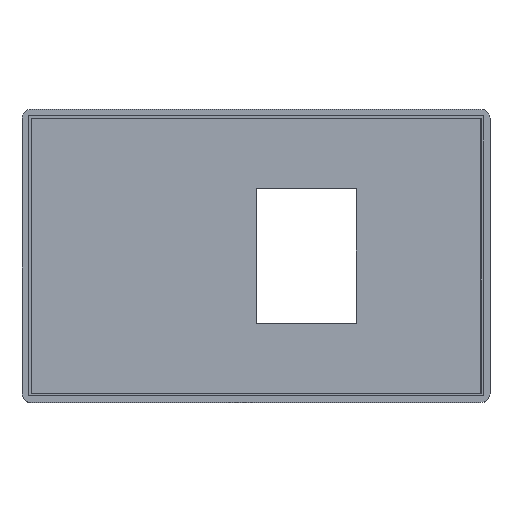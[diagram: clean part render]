
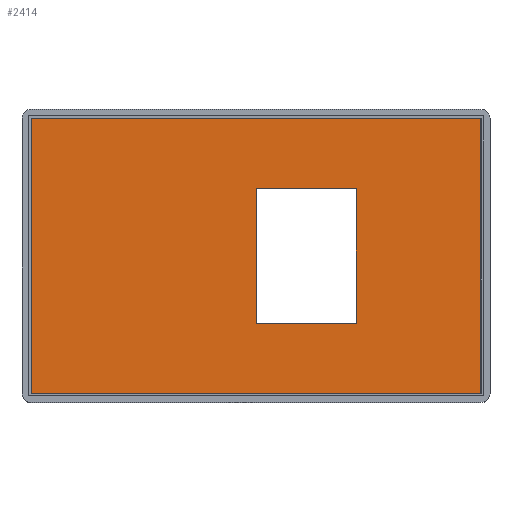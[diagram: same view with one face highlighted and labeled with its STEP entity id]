
A CAD part, top view. The second image highlights one B-rep face of the part: STEP entity #2414.
In plain terms, the highlighted planar face has unit normal (0, 0, 1).
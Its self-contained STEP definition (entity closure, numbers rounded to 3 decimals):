
#1606 = PLANE('',#1607);
#1607 = AXIS2_PLACEMENT_3D('',#1608,#1609,#1610);
#1608 = CARTESIAN_POINT('',(5.,13.5,-1.8));
#1609 = DIRECTION('',(1.,0.,0.));
#1610 = DIRECTION('',(0.,-1.,0.));
#1634 = PLANE('',#1635);
#1635 = AXIS2_PLACEMENT_3D('',#1636,#1637,#1638);
#1636 = CARTESIAN_POINT('',(5.,-13.5,-1.8));
#1637 = DIRECTION('',(0.,1.,0.));
#1638 = DIRECTION('',(1.,0.,0.));
#1662 = PLANE('',#1663);
#1663 = AXIS2_PLACEMENT_3D('',#1664,#1665,#1666);
#1664 = CARTESIAN_POINT('',(25.,-13.5,-1.8));
#1665 = DIRECTION('',(-1.,0.,0.));
#1666 = DIRECTION('',(0.,1.,0.));
#1688 = PLANE('',#1689);
#1689 = AXIS2_PLACEMENT_3D('',#1690,#1691,#1692);
#1690 = CARTESIAN_POINT('',(25.,13.5,-1.8));
#1691 = DIRECTION('',(0.,-1.,0.));
#1692 = DIRECTION('',(-1.,0.,0.));
#1742 = PLANE('',#1743);
#1743 = AXIS2_PLACEMENT_3D('',#1744,#1745,#1746);
#1744 = CARTESIAN_POINT('',(-40.015,27.5,0.));
#1745 = DIRECTION('',(0.,1.,0.));
#1746 = DIRECTION('',(1.,0.,0.));
#1896 = PLANE('',#1897);
#1897 = AXIS2_PLACEMENT_3D('',#1898,#1899,#1900);
#1898 = CARTESIAN_POINT('',(49.985,-27.5,0.));
#1899 = DIRECTION('',(0.,-1.,0.));
#1900 = DIRECTION('',(-1.,0.,0.));
#1967 = VERTEX_POINT('',#1968);
#1968 = CARTESIAN_POINT('',(5.,13.5,0.));
#1989 = EDGE_CURVE('',#1967,#1990,#1992,.T.);
#1990 = VERTEX_POINT('',#1991);
#1991 = CARTESIAN_POINT('',(5.,-13.5,0.));
#1992 = SURFACE_CURVE('',#1993,(#1997,#2004),.PCURVE_S1.);
#1993 = LINE('',#1994,#1995);
#1994 = CARTESIAN_POINT('',(5.,6.75,0.));
#1995 = VECTOR('',#1996,1.);
#1996 = DIRECTION('',(0.,-1.,0.));
#1997 = PCURVE('',#1606,#1998);
#1998 = DEFINITIONAL_REPRESENTATION('',(#1999),#2003);
#1999 = LINE('',#2000,#2001);
#2000 = CARTESIAN_POINT('',(6.75,-1.8));
#2001 = VECTOR('',#2002,1.);
#2002 = DIRECTION('',(1.,0.));
#2003 = ( GEOMETRIC_REPRESENTATION_CONTEXT(2) 
PARAMETRIC_REPRESENTATION_CONTEXT() REPRESENTATION_CONTEXT('2D SPACE',''
  ) );
#2004 = PCURVE('',#2005,#2010);
#2005 = PLANE('',#2006);
#2006 = AXIS2_PLACEMENT_3D('',#2007,#2008,#2009);
#2007 = CARTESIAN_POINT('',(4.985,0.,0.));
#2008 = DIRECTION('',(-0.,-0.,-1.));
#2009 = DIRECTION('',(-1.,0.,0.));
#2010 = DEFINITIONAL_REPRESENTATION('',(#2011),#2015);
#2011 = LINE('',#2012,#2013);
#2012 = CARTESIAN_POINT('',(-0.015,6.75));
#2013 = VECTOR('',#2014,1.);
#2014 = DIRECTION('',(0.,-1.));
#2015 = ( GEOMETRIC_REPRESENTATION_CONTEXT(2) 
PARAMETRIC_REPRESENTATION_CONTEXT() REPRESENTATION_CONTEXT('2D SPACE',''
  ) );
#2043 = VERTEX_POINT('',#2044);
#2044 = CARTESIAN_POINT('',(25.,13.5,0.));
#2065 = EDGE_CURVE('',#2043,#1967,#2066,.T.);
#2066 = SURFACE_CURVE('',#2067,(#2071,#2078),.PCURVE_S1.);
#2067 = LINE('',#2068,#2069);
#2068 = CARTESIAN_POINT('',(14.992,13.5,0.));
#2069 = VECTOR('',#2070,1.);
#2070 = DIRECTION('',(-1.,0.,0.));
#2071 = PCURVE('',#1688,#2072);
#2072 = DEFINITIONAL_REPRESENTATION('',(#2073),#2077);
#2073 = LINE('',#2074,#2075);
#2074 = CARTESIAN_POINT('',(10.008,-1.8));
#2075 = VECTOR('',#2076,1.);
#2076 = DIRECTION('',(1.,0.));
#2077 = ( GEOMETRIC_REPRESENTATION_CONTEXT(2) 
PARAMETRIC_REPRESENTATION_CONTEXT() REPRESENTATION_CONTEXT('2D SPACE',''
  ) );
#2078 = PCURVE('',#2005,#2079);
#2079 = DEFINITIONAL_REPRESENTATION('',(#2080),#2084);
#2080 = LINE('',#2081,#2082);
#2081 = CARTESIAN_POINT('',(-10.008,13.5));
#2082 = VECTOR('',#2083,1.);
#2083 = DIRECTION('',(1.,0.));
#2084 = ( GEOMETRIC_REPRESENTATION_CONTEXT(2) 
PARAMETRIC_REPRESENTATION_CONTEXT() REPRESENTATION_CONTEXT('2D SPACE',''
  ) );
#2092 = VERTEX_POINT('',#2093);
#2093 = CARTESIAN_POINT('',(25.,-13.5,0.));
#2114 = EDGE_CURVE('',#2092,#2043,#2115,.T.);
#2115 = SURFACE_CURVE('',#2116,(#2120,#2127),.PCURVE_S1.);
#2116 = LINE('',#2117,#2118);
#2117 = CARTESIAN_POINT('',(25.,-6.75,0.));
#2118 = VECTOR('',#2119,1.);
#2119 = DIRECTION('',(0.,1.,0.));
#2120 = PCURVE('',#1662,#2121);
#2121 = DEFINITIONAL_REPRESENTATION('',(#2122),#2126);
#2122 = LINE('',#2123,#2124);
#2123 = CARTESIAN_POINT('',(6.75,-1.8));
#2124 = VECTOR('',#2125,1.);
#2125 = DIRECTION('',(1.,0.));
#2126 = ( GEOMETRIC_REPRESENTATION_CONTEXT(2) 
PARAMETRIC_REPRESENTATION_CONTEXT() REPRESENTATION_CONTEXT('2D SPACE',''
  ) );
#2127 = PCURVE('',#2005,#2128);
#2128 = DEFINITIONAL_REPRESENTATION('',(#2129),#2133);
#2129 = LINE('',#2130,#2131);
#2130 = CARTESIAN_POINT('',(-20.015,-6.75));
#2131 = VECTOR('',#2132,1.);
#2132 = DIRECTION('',(0.,1.));
#2133 = ( GEOMETRIC_REPRESENTATION_CONTEXT(2) 
PARAMETRIC_REPRESENTATION_CONTEXT() REPRESENTATION_CONTEXT('2D SPACE',''
  ) );
#2141 = EDGE_CURVE('',#1990,#2092,#2142,.T.);
#2142 = SURFACE_CURVE('',#2143,(#2147,#2154),.PCURVE_S1.);
#2143 = LINE('',#2144,#2145);
#2144 = CARTESIAN_POINT('',(4.992,-13.5,0.));
#2145 = VECTOR('',#2146,1.);
#2146 = DIRECTION('',(1.,0.,0.));
#2147 = PCURVE('',#1634,#2148);
#2148 = DEFINITIONAL_REPRESENTATION('',(#2149),#2153);
#2149 = LINE('',#2150,#2151);
#2150 = CARTESIAN_POINT('',(-0.008,-1.8));
#2151 = VECTOR('',#2152,1.);
#2152 = DIRECTION('',(1.,0.));
#2153 = ( GEOMETRIC_REPRESENTATION_CONTEXT(2) 
PARAMETRIC_REPRESENTATION_CONTEXT() REPRESENTATION_CONTEXT('2D SPACE',''
  ) );
#2154 = PCURVE('',#2005,#2155);
#2155 = DEFINITIONAL_REPRESENTATION('',(#2156),#2160);
#2156 = LINE('',#2157,#2158);
#2157 = CARTESIAN_POINT('',(-0.008,-13.5));
#2158 = VECTOR('',#2159,1.);
#2159 = DIRECTION('',(-1.,0.));
#2160 = ( GEOMETRIC_REPRESENTATION_CONTEXT(2) 
PARAMETRIC_REPRESENTATION_CONTEXT() REPRESENTATION_CONTEXT('2D SPACE',''
  ) );
#2167 = VERTEX_POINT('',#2168);
#2168 = CARTESIAN_POINT('',(-40.015,27.5,0.));
#2184 = PLANE('',#2185);
#2185 = AXIS2_PLACEMENT_3D('',#2186,#2187,#2188);
#2186 = CARTESIAN_POINT('',(-40.015,-27.5,0.));
#2187 = DIRECTION('',(-1.,0.,0.));
#2188 = DIRECTION('',(0.,1.,0.));
#2219 = VERTEX_POINT('',#2220);
#2220 = CARTESIAN_POINT('',(49.985,27.5,0.));
#2234 = PLANE('',#2235);
#2235 = AXIS2_PLACEMENT_3D('',#2236,#2237,#2238);
#2236 = CARTESIAN_POINT('',(49.985,27.5,0.));
#2237 = DIRECTION('',(1.,0.,0.));
#2238 = DIRECTION('',(0.,-1.,0.));
#2246 = EDGE_CURVE('',#2167,#2219,#2247,.T.);
#2247 = SURFACE_CURVE('',#2248,(#2252,#2259),.PCURVE_S1.);
#2248 = LINE('',#2249,#2250);
#2249 = CARTESIAN_POINT('',(-40.015,27.5,0.));
#2250 = VECTOR('',#2251,1.);
#2251 = DIRECTION('',(1.,0.,0.));
#2252 = PCURVE('',#1742,#2253);
#2253 = DEFINITIONAL_REPRESENTATION('',(#2254),#2258);
#2254 = LINE('',#2255,#2256);
#2255 = CARTESIAN_POINT('',(0.,0.));
#2256 = VECTOR('',#2257,1.);
#2257 = DIRECTION('',(1.,0.));
#2258 = ( GEOMETRIC_REPRESENTATION_CONTEXT(2) 
PARAMETRIC_REPRESENTATION_CONTEXT() REPRESENTATION_CONTEXT('2D SPACE',''
  ) );
#2259 = PCURVE('',#2005,#2260);
#2260 = DEFINITIONAL_REPRESENTATION('',(#2261),#2265);
#2261 = LINE('',#2262,#2263);
#2262 = CARTESIAN_POINT('',(45.,27.5));
#2263 = VECTOR('',#2264,1.);
#2264 = DIRECTION('',(-1.,0.));
#2265 = ( GEOMETRIC_REPRESENTATION_CONTEXT(2) 
PARAMETRIC_REPRESENTATION_CONTEXT() REPRESENTATION_CONTEXT('2D SPACE',''
  ) );
#2298 = VERTEX_POINT('',#2299);
#2299 = CARTESIAN_POINT('',(49.985,-27.5,0.));
#2345 = VERTEX_POINT('',#2346);
#2346 = CARTESIAN_POINT('',(-40.015,-27.5,0.));
#2367 = EDGE_CURVE('',#2298,#2345,#2368,.T.);
#2368 = SURFACE_CURVE('',#2369,(#2373,#2380),.PCURVE_S1.);
#2369 = LINE('',#2370,#2371);
#2370 = CARTESIAN_POINT('',(49.985,-27.5,0.));
#2371 = VECTOR('',#2372,1.);
#2372 = DIRECTION('',(-1.,0.,0.));
#2373 = PCURVE('',#1896,#2374);
#2374 = DEFINITIONAL_REPRESENTATION('',(#2375),#2379);
#2375 = LINE('',#2376,#2377);
#2376 = CARTESIAN_POINT('',(0.,-0.));
#2377 = VECTOR('',#2378,1.);
#2378 = DIRECTION('',(1.,0.));
#2379 = ( GEOMETRIC_REPRESENTATION_CONTEXT(2) 
PARAMETRIC_REPRESENTATION_CONTEXT() REPRESENTATION_CONTEXT('2D SPACE',''
  ) );
#2380 = PCURVE('',#2005,#2381);
#2381 = DEFINITIONAL_REPRESENTATION('',(#2382),#2386);
#2382 = LINE('',#2383,#2384);
#2383 = CARTESIAN_POINT('',(-45.,-27.5));
#2384 = VECTOR('',#2385,1.);
#2385 = DIRECTION('',(1.,0.));
#2386 = ( GEOMETRIC_REPRESENTATION_CONTEXT(2) 
PARAMETRIC_REPRESENTATION_CONTEXT() REPRESENTATION_CONTEXT('2D SPACE',''
  ) );
#2414 = ADVANCED_FACE('',(#2415,#2461),#2005,.F.);
#2415 = FACE_BOUND('',#2416,.F.);
#2416 = EDGE_LOOP('',(#2417,#2418,#2439,#2440));
#2417 = ORIENTED_EDGE('',*,*,#2246,.T.);
#2418 = ORIENTED_EDGE('',*,*,#2419,.T.);
#2419 = EDGE_CURVE('',#2219,#2298,#2420,.T.);
#2420 = SURFACE_CURVE('',#2421,(#2425,#2432),.PCURVE_S1.);
#2421 = LINE('',#2422,#2423);
#2422 = CARTESIAN_POINT('',(49.985,27.5,0.));
#2423 = VECTOR('',#2424,1.);
#2424 = DIRECTION('',(0.,-1.,0.));
#2425 = PCURVE('',#2005,#2426);
#2426 = DEFINITIONAL_REPRESENTATION('',(#2427),#2431);
#2427 = LINE('',#2428,#2429);
#2428 = CARTESIAN_POINT('',(-45.,27.5));
#2429 = VECTOR('',#2430,1.);
#2430 = DIRECTION('',(0.,-1.));
#2431 = ( GEOMETRIC_REPRESENTATION_CONTEXT(2) 
PARAMETRIC_REPRESENTATION_CONTEXT() REPRESENTATION_CONTEXT('2D SPACE',''
  ) );
#2432 = PCURVE('',#2234,#2433);
#2433 = DEFINITIONAL_REPRESENTATION('',(#2434),#2438);
#2434 = LINE('',#2435,#2436);
#2435 = CARTESIAN_POINT('',(0.,0.));
#2436 = VECTOR('',#2437,1.);
#2437 = DIRECTION('',(1.,0.));
#2438 = ( GEOMETRIC_REPRESENTATION_CONTEXT(2) 
PARAMETRIC_REPRESENTATION_CONTEXT() REPRESENTATION_CONTEXT('2D SPACE',''
  ) );
#2439 = ORIENTED_EDGE('',*,*,#2367,.T.);
#2440 = ORIENTED_EDGE('',*,*,#2441,.T.);
#2441 = EDGE_CURVE('',#2345,#2167,#2442,.T.);
#2442 = SURFACE_CURVE('',#2443,(#2447,#2454),.PCURVE_S1.);
#2443 = LINE('',#2444,#2445);
#2444 = CARTESIAN_POINT('',(-40.015,-27.5,0.));
#2445 = VECTOR('',#2446,1.);
#2446 = DIRECTION('',(0.,1.,0.));
#2447 = PCURVE('',#2005,#2448);
#2448 = DEFINITIONAL_REPRESENTATION('',(#2449),#2453);
#2449 = LINE('',#2450,#2451);
#2450 = CARTESIAN_POINT('',(45.,-27.5));
#2451 = VECTOR('',#2452,1.);
#2452 = DIRECTION('',(0.,1.));
#2453 = ( GEOMETRIC_REPRESENTATION_CONTEXT(2) 
PARAMETRIC_REPRESENTATION_CONTEXT() REPRESENTATION_CONTEXT('2D SPACE',''
  ) );
#2454 = PCURVE('',#2184,#2455);
#2455 = DEFINITIONAL_REPRESENTATION('',(#2456),#2460);
#2456 = LINE('',#2457,#2458);
#2457 = CARTESIAN_POINT('',(0.,0.));
#2458 = VECTOR('',#2459,1.);
#2459 = DIRECTION('',(1.,0.));
#2460 = ( GEOMETRIC_REPRESENTATION_CONTEXT(2) 
PARAMETRIC_REPRESENTATION_CONTEXT() REPRESENTATION_CONTEXT('2D SPACE',''
  ) );
#2461 = FACE_BOUND('',#2462,.F.);
#2462 = EDGE_LOOP('',(#2463,#2464,#2465,#2466));
#2463 = ORIENTED_EDGE('',*,*,#1989,.T.);
#2464 = ORIENTED_EDGE('',*,*,#2141,.T.);
#2465 = ORIENTED_EDGE('',*,*,#2114,.T.);
#2466 = ORIENTED_EDGE('',*,*,#2065,.T.);
